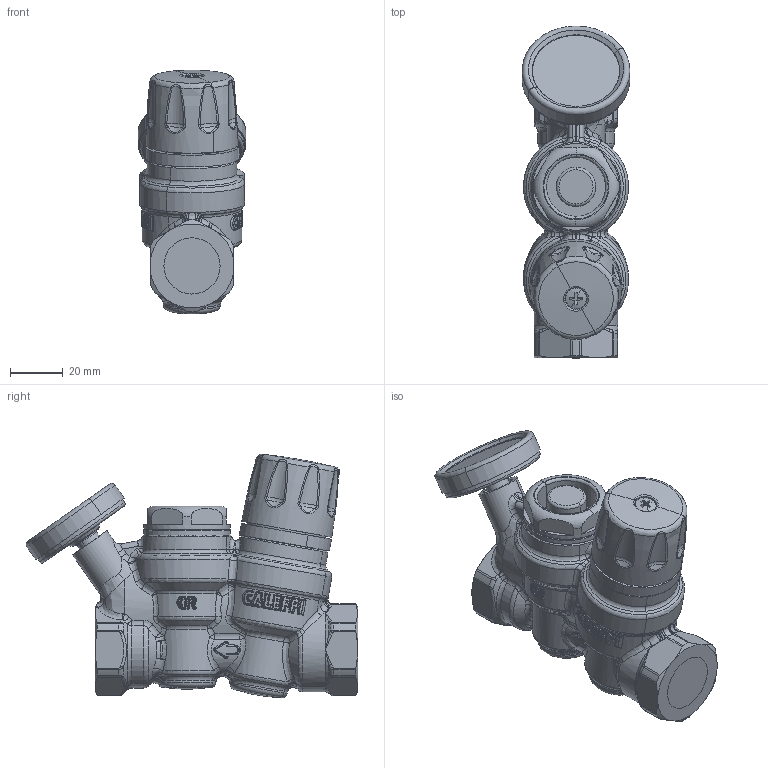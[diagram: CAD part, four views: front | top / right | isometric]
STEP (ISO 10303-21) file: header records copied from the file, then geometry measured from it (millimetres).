
FILE_DESCRIPTION(('CATIA V5 STEP Exchange','CAx-IF Rec.Pracs.--- Model Styling and Organization---1.4--- 2014-01-23','CAx-IF Rec.Pracs.---3D Tessellated Data Validation Properties---0.5---2014-09-14'),'2;1');
FILE_NAME('STEP_116240_-_TST.stp','2021-03-22T14:21:45+00:00',('none'),('none'),'CATIA Version 5-6 Release 2019 SP3','CATIA V5 STEP AP242 v1','none');
FILE_SCHEMA(('AP242_MANAGED_MODEL_BASED_3D_ENGINEERING_MIM_LF {1 0 10303 442 1 1 4}'));
Products named in the file (1): 116240 - TST
Bounding box: 40.99 x 126.23 x 92.72 mm (x, y, z)
Volume: 104478 mm3; surface area: 69279.5 mm2
Topology: 14 solids, 14 shells, 2995 faces, 7218 edges, 4093 vertices
Faces by surface type: bspline 1347, plane 626, cylinder 504, torus 184, sphere 179, cone 153, revolution 2
Entity records: 146779 total; most frequent: CARTESIAN_POINT 93036, ORIENTED_EDGE 13966, EDGE_CURVE 6983, DIRECTION 5417, VERTEX_POINT 4093, B_SPLINE_CURVE_WITH_KNOTS 3966, EDGE_LOOP 3090, ADVANCED_FACE 2995
